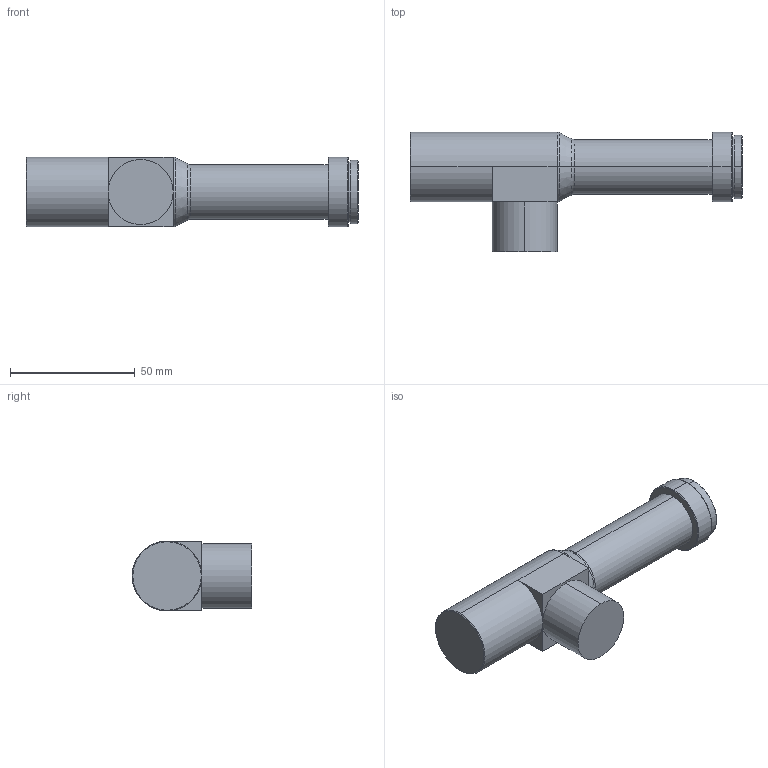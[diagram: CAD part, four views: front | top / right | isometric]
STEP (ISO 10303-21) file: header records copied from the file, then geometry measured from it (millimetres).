
FILE_DESCRIPTION (( 'STEP AP203' ), '1' );
FILE_NAME ('WWH40-63CTLV3.STEP', '2021-05-11T01:36:21', ( 'Windows User' ), ( 'P R C' ), 'SwSTEP 2.0', 'SolidWorks 2017', '' );
FILE_SCHEMA (( 'CONFIG_CONTROL_DESIGN' ));
Length unit declared in the file: millimetre
Products named in the file (1): WWH40-63CTLV3
Bounding box: 132.9 x 48 x 28 mm (x, y, z)
Volume: 80321.5 mm3; surface area: 14204 mm2
Topology: 1 solids, 1 shells, 41 faces, 82 edges, 46 vertices
Faces by surface type: plane 14, cylinder 13, cone 10, torus 4
Entity records: 1131 total; most frequent: DIRECTION 212, CARTESIAN_POINT 170, ORIENTED_EDGE 164, AXIS2_PLACEMENT_3D 88, EDGE_CURVE 82, CIRCLE 46, VERTEX_POINT 46, EDGE_LOOP 44
